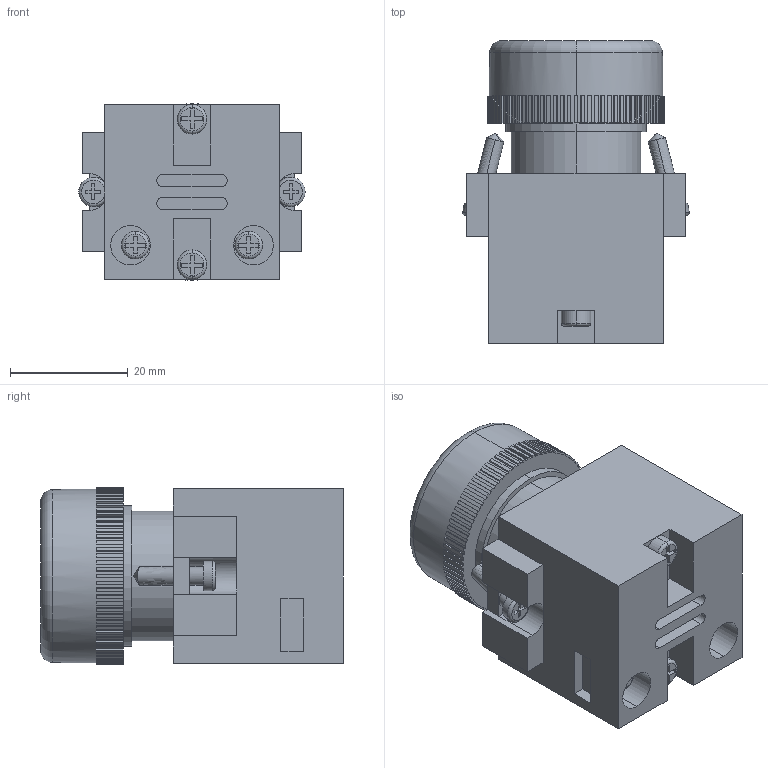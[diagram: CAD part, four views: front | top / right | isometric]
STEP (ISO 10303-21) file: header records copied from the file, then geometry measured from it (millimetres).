
FILE_DESCRIPTION (( 'STEP AP214' ), '1' );
FILE_NAME ('BLS50-BU-K06 Èíäèêàòîð LAY5-BU63 çåëåíîãî öâåòà d22ìì ÈÝÊ.STEP', '2018-01-15T10:39:05', ( '' ), ( '' ), 'SwSTEP 2.0', 'SolidWorks 2014', '' );
FILE_SCHEMA (( 'AUTOMOTIVE_DESIGN' ));
Length unit declared in the file: millimetre
Products named in the file (1): BLS50-BU-K06 Èíäèêàòîð LAY5-BU63 çåëåíîãî öâåòà d22ìì ÈÝÊ
Bounding box: 38.47 x 51.4 x 29.97 mm (x, y, z)
Volume: 38379.7 mm3; surface area: 9782.6 mm2
Topology: 1 solids, 1 shells, 521 faces, 1468 edges, 970 vertices
Faces by surface type: plane 465, cylinder 24, bspline 22, torus 10
Entity records: 18730 total; most frequent: CARTESIAN_POINT 5130, ORIENTED_EDGE 2936, DIRECTION 2676, EDGE_CURVE 1468, LINE 1180, VECTOR 1180, VERTEX_POINT 970, AXIS2_PLACEMENT_3D 748
